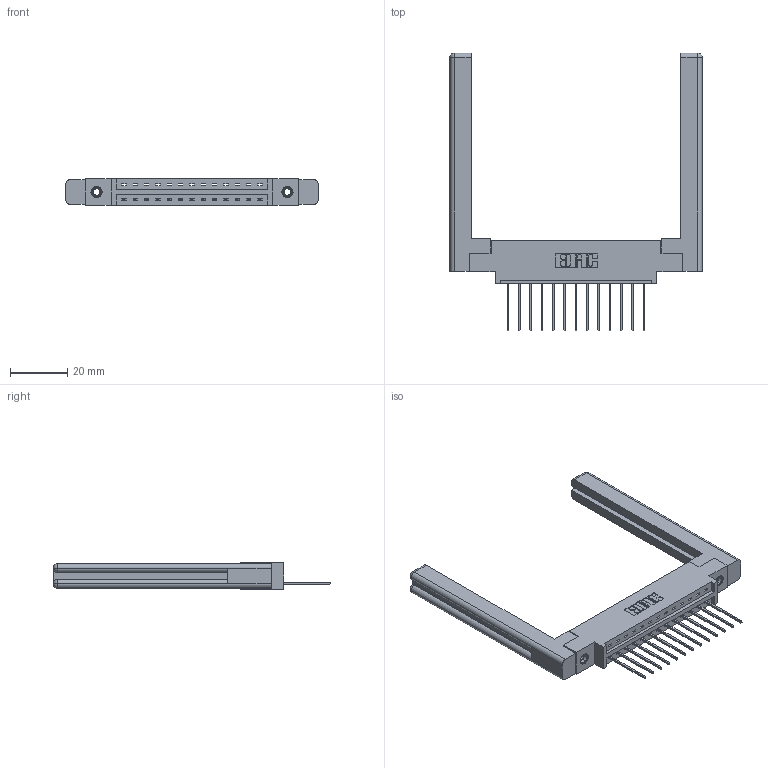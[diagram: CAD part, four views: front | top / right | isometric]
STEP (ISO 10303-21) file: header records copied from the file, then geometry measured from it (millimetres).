
FILE_DESCRIPTION (( 'STEP AP203' ), '1' );
FILE_NAME ('387-013-542-658.STEP', '2019-10-02T14:40:09', ( '' ), ( '' ), 'SwSTEP 2.0', 'SolidWorks 2016', '' );
FILE_SCHEMA (( 'CONFIG_CONTROL_DESIGN' ));
Length unit declared in the file: inch
Products named in the file (5): 337 Part_0.170 Offset - 0.156 Dia-TI; 345-292-001_345-293-142; 387-013-542-658; 345-250-001_345-250-001-102; 307-220-058
Assembly tree (18 placements, depth 2):
  387-013-542-658
    337 Part_0.170 Offset - 0.156 Dia-TI
    345-292-001_345-293-142  x13
    345-250-001_345-250-001-102  x2
    307-220-058  x2
Bounding box: 88.14 x 97.03 x 9.4 mm (x, y, z)
Volume: 15871.1 mm3; surface area: 14338.2 mm2
Topology: 18 solids, 18 shells, 1066 faces, 3121 edges, 2050 vertices
Faces by surface type: plane 756, cylinder 286, cone 12, torus 12
Entity records: 16198 total; most frequent: CARTESIAN_POINT 2820, ORIENTED_EDGE 2708, DIRECTION 2452, EDGE_CURVE 1354, VECTOR 1178, LINE 1178, VERTEX_POINT 894, AXIS2_PLACEMENT_3D 637
